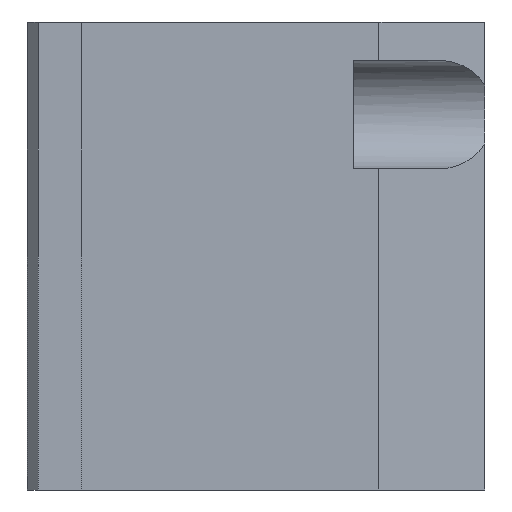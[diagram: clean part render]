
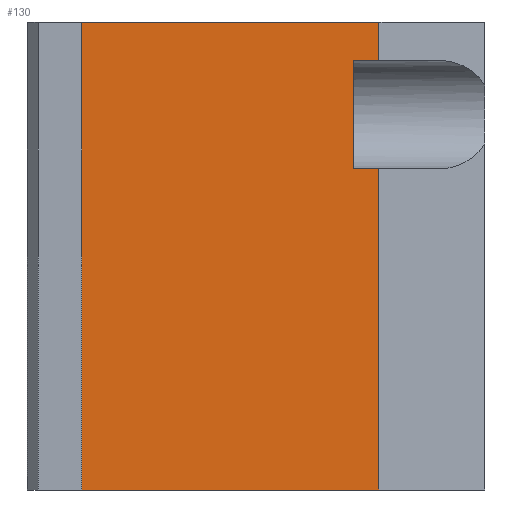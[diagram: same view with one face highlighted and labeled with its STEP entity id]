
A CAD part, left-side view. The second image highlights one B-rep face of the part: STEP entity #130.
In plain terms, the highlighted planar face has unit normal (-1, 0, 0).
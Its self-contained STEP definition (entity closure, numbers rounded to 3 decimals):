
#130 = ADVANCED_FACE( '', ( #266 ), #267, .T. );
#266 = FACE_OUTER_BOUND( '', #417, .T. );
#267 = PLANE( '', #418 );
#417 = EDGE_LOOP( '', ( #887, #888, #889, #890, #891, #892, #893, #894 ) );
#418 = AXIS2_PLACEMENT_3D( '', #895, #896, #897 );
#887 = ORIENTED_EDGE( '', *, *, #1159, .T. );
#888 = ORIENTED_EDGE( '', *, *, #1148, .T. );
#889 = ORIENTED_EDGE( '', *, *, #1154, .T. );
#890 = ORIENTED_EDGE( '', *, *, #1170, .T. );
#891 = ORIENTED_EDGE( '', *, *, #1171, .T. );
#892 = ORIENTED_EDGE( '', *, *, #1172, .F. );
#893 = ORIENTED_EDGE( '', *, *, #1113, .T. );
#894 = ORIENTED_EDGE( '', *, *, #1173, .T. );
#895 = CARTESIAN_POINT( '', ( -25.5, 9.7, 0. ) );
#896 = DIRECTION( '', ( -1., 0., 0. ) );
#897 = DIRECTION( '', ( 0., -1., 0. ) );
#1113 = EDGE_CURVE( '', #1371, #1369, #1372, .T. );
#1148 = EDGE_CURVE( '', #1423, #1424, #1425, .T. );
#1154 = EDGE_CURVE( '', #1424, #1434, #1435, .T. );
#1159 = EDGE_CURVE( '', #1442, #1423, #1443, .T. );
#1170 = EDGE_CURVE( '', #1434, #1459, #1460, .T. );
#1171 = EDGE_CURVE( '', #1459, #1461, #1462, .T. );
#1172 = EDGE_CURVE( '', #1371, #1461, #1463, .T. );
#1173 = EDGE_CURVE( '', #1369, #1442, #1464, .T. );
#1369 = VERTEX_POINT( '', #1787 );
#1371 = VERTEX_POINT( '', #1790 );
#1372 = LINE( '', #1791, #1792 );
#1423 = VERTEX_POINT( '', #1859 );
#1424 = VERTEX_POINT( '', #1860 );
#1425 = LINE( '', #1861, #1862 );
#1434 = VERTEX_POINT( '', #1875 );
#1435 = LINE( '', #1876, #1877 );
#1442 = VERTEX_POINT( '', #1888 );
#1443 = LINE( '', #1889, #1890 );
#1459 = VERTEX_POINT( '', #1913 );
#1460 = LINE( '', #1914, #1915 );
#1461 = VERTEX_POINT( '', #1916 );
#1462 = LINE( '', #1917, #1918 );
#1463 = LINE( '', #1919, #1920 );
#1464 = LINE( '', #1921, #1922 );
#1787 = CARTESIAN_POINT( '', ( -25.5, 9.7, 0. ) );
#1790 = CARTESIAN_POINT( '', ( -25.5, 37., 0. ) );
#1791 = CARTESIAN_POINT( '', ( -25.5, 37., 0. ) );
#1792 = VECTOR( '', #2141, 1. );
#1859 = CARTESIAN_POINT( '', ( -25.5, 12., 29.5 ) );
#1860 = CARTESIAN_POINT( '', ( -25.5, 12., 39.5 ) );
#1861 = CARTESIAN_POINT( '', ( -25.5, 12., 0. ) );
#1862 = VECTOR( '', #2212, 1. );
#1875 = CARTESIAN_POINT( '', ( -25.5, 9.7, 39.5 ) );
#1876 = CARTESIAN_POINT( '', ( -25.5, 4.85, 39.5 ) );
#1877 = VECTOR( '', #2220, 1. );
#1888 = CARTESIAN_POINT( '', ( -25.5, 9.7, 29.5 ) );
#1889 = CARTESIAN_POINT( '', ( -25.5, 4.85, 29.5 ) );
#1890 = VECTOR( '', #2225, 1. );
#1913 = CARTESIAN_POINT( '', ( -25.5, 9.7, 43. ) );
#1914 = CARTESIAN_POINT( '', ( -25.5, 9.7, 0. ) );
#1915 = VECTOR( '', #2242, 1. );
#1916 = CARTESIAN_POINT( '', ( -25.5, 37., 43. ) );
#1917 = CARTESIAN_POINT( '', ( -25.5, 37., 43. ) );
#1918 = VECTOR( '', #2243, 1. );
#1919 = CARTESIAN_POINT( '', ( -25.5, 37., 0. ) );
#1920 = VECTOR( '', #2244, 1. );
#1921 = CARTESIAN_POINT( '', ( -25.5, 9.7, 0. ) );
#1922 = VECTOR( '', #2245, 1. );
#2141 = DIRECTION( '', ( 0., -1., 0. ) );
#2212 = DIRECTION( '', ( 0., 0., 1. ) );
#2220 = DIRECTION( '', ( 0., -1., 0. ) );
#2225 = DIRECTION( '', ( 0., 1., 0. ) );
#2242 = DIRECTION( '', ( 0., 0., 1. ) );
#2243 = DIRECTION( '', ( 0., 1., 0. ) );
#2244 = DIRECTION( '', ( 0., 0., 1. ) );
#2245 = DIRECTION( '', ( 0., 0., 1. ) );
